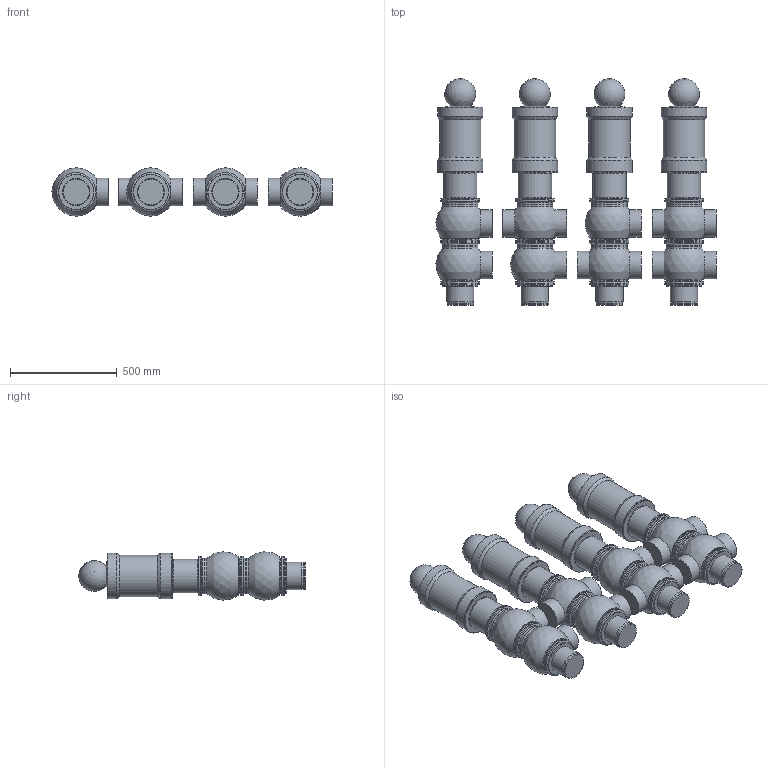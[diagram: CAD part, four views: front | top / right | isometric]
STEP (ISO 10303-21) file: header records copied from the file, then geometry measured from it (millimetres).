
FILE_DESCRIPTION(/* description */ (''),/* implementation_level */ '2;1');
FILE_NAME(/* name */ 'B925-DN125-SAL-orientabile.stp',/* time_stamp */ '2015-02-10T13:29:16+01:00',/* author */ ('malp-m'),/* organization */ (''),/* preprocessor_version */ 'ST-DEVELOPER v15.6',/* originating_system */ 'Autodesk Inventor 2015',/* authorisation */ '');
FILE_SCHEMA (('AUTOMOTIVE_DESIGN { 1 0 10303 214 3 1 1 }'));
Length unit declared in the file: millimetre
Products named in the file (7): CorpoDN125-L; CorpoDN125-T; Tappo-corpoDN125-150; ASSEMBL-B925-DN125-150; CIL176-B925; SAGOMA-GIOTTO; B925-DN125-SAL-orientabile
Assembly tree (24 placements, depth 2):
  B925-DN125-SAL-orientabile
    CorpoDN125-L  x4
    CorpoDN125-T  x4
    Tappo-corpoDN125-150  x4
    ASSEMBL-B925-DN125-150  x4
    CIL176-B925  x4
    SAGOMA-GIOTTO  x4
Bounding box: 1313.83 x 1061.39 x 227.66 mm (x, y, z)
Volume: 118984802.1 mm3; surface area: 4107991.5 mm2
Topology: 24 solids, 24 shells, 288 faces, 524 edges, 308 vertices
Faces by surface type: cylinder 92, plane 80, torus 64, cone 40, bspline 8, sphere 4
Full cylindrical faces by diameter (mm): 124 x4, 128 x4, 129 x12, 157 x4, 166 x28, 183 x24, 194 x4, 213 x12
Entity records: 1954 total; most frequent: CARTESIAN_POINT 476, DIRECTION 336, AXIS2_PLACEMENT_3D 168, ORIENTED_EDGE 152, EDGE_LOOP 128, EDGE_CURVE 76, VERTEX_POINT 72, ADVANCED_FACE 72
